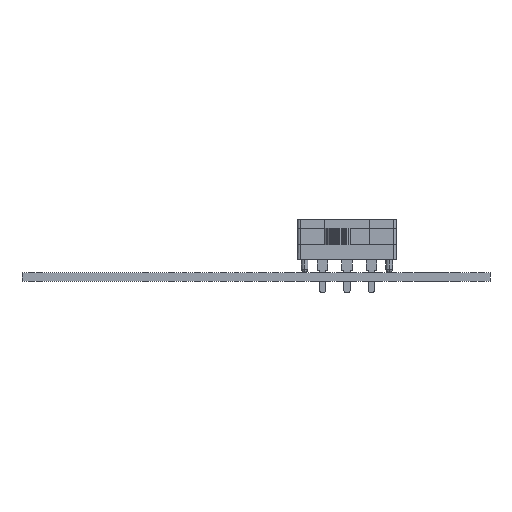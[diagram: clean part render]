
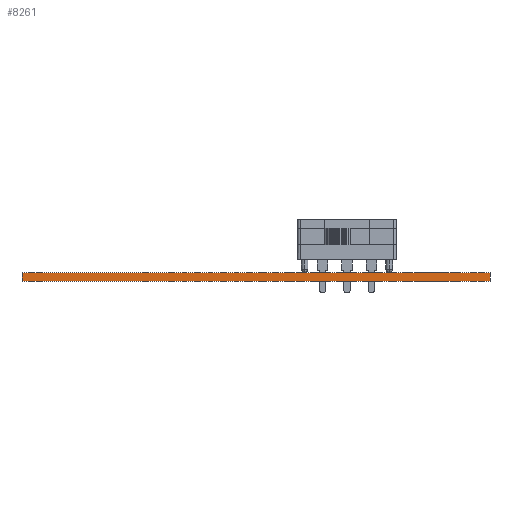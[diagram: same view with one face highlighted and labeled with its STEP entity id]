
A CAD part, front view. The second image highlights one B-rep face of the part: STEP entity #8261.
In plain terms, the highlighted planar face has unit normal (0, -1, 0).
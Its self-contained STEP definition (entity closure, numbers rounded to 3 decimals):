
#8261 = ADVANCED_FACE('',(#8262),#8276,.F.);
#8262 = FACE_BOUND('',#8263,.F.);
#8263 = EDGE_LOOP('',(#8264,#8299,#8327,#8355));
#8264 = ORIENTED_EDGE('',*,*,#8265,.T.);
#8265 = EDGE_CURVE('',#8266,#8268,#8270,.T.);
#8266 = VERTEX_POINT('',#8267);
#8267 = CARTESIAN_POINT('',(-28.956,14.097,0.));
#8268 = VERTEX_POINT('',#8269);
#8269 = CARTESIAN_POINT('',(-28.956,14.097,1.6));
#8270 = SURFACE_CURVE('',#8271,(#8275,#8287),.PCURVE_S1.);
#8271 = LINE('',#8272,#8273);
#8272 = CARTESIAN_POINT('',(-28.956,14.097,0.));
#8273 = VECTOR('',#8274,1.);
#8274 = DIRECTION('',(0.,0.,1.));
#8275 = PCURVE('',#8276,#8281);
#8276 = PLANE('',#8277);
#8277 = AXIS2_PLACEMENT_3D('',#8278,#8279,#8280);
#8278 = CARTESIAN_POINT('',(-28.956,14.097,0.));
#8279 = DIRECTION('',(0.,1.,0.));
#8280 = DIRECTION('',(1.,0.,0.));
#8281 = DEFINITIONAL_REPRESENTATION('',(#8282),#8286);
#8282 = LINE('',#8283,#8284);
#8283 = CARTESIAN_POINT('',(0.,0.));
#8284 = VECTOR('',#8285,1.);
#8285 = DIRECTION('',(0.,-1.));
#8286 = ( GEOMETRIC_REPRESENTATION_CONTEXT(2) 
PARAMETRIC_REPRESENTATION_CONTEXT() REPRESENTATION_CONTEXT('2D SPACE',''
  ) );
#8287 = PCURVE('',#8288,#8293);
#8288 = PLANE('',#8289);
#8289 = AXIS2_PLACEMENT_3D('',#8290,#8291,#8292);
#8290 = CARTESIAN_POINT('',(-28.956,64.897,0.));
#8291 = DIRECTION('',(1.,0.,-0.));
#8292 = DIRECTION('',(0.,-1.,0.));
#8293 = DEFINITIONAL_REPRESENTATION('',(#8294),#8298);
#8294 = LINE('',#8295,#8296);
#8295 = CARTESIAN_POINT('',(50.8,0.));
#8296 = VECTOR('',#8297,1.);
#8297 = DIRECTION('',(0.,-1.));
#8298 = ( GEOMETRIC_REPRESENTATION_CONTEXT(2) 
PARAMETRIC_REPRESENTATION_CONTEXT() REPRESENTATION_CONTEXT('2D SPACE',''
  ) );
#8299 = ORIENTED_EDGE('',*,*,#8300,.T.);
#8300 = EDGE_CURVE('',#8268,#8301,#8303,.T.);
#8301 = VERTEX_POINT('',#8302);
#8302 = CARTESIAN_POINT('',(62.484,14.097,1.6));
#8303 = SURFACE_CURVE('',#8304,(#8308,#8315),.PCURVE_S1.);
#8304 = LINE('',#8305,#8306);
#8305 = CARTESIAN_POINT('',(-28.956,14.097,1.6));
#8306 = VECTOR('',#8307,1.);
#8307 = DIRECTION('',(1.,0.,0.));
#8308 = PCURVE('',#8276,#8309);
#8309 = DEFINITIONAL_REPRESENTATION('',(#8310),#8314);
#8310 = LINE('',#8311,#8312);
#8311 = CARTESIAN_POINT('',(0.,-1.6));
#8312 = VECTOR('',#8313,1.);
#8313 = DIRECTION('',(1.,0.));
#8314 = ( GEOMETRIC_REPRESENTATION_CONTEXT(2) 
PARAMETRIC_REPRESENTATION_CONTEXT() REPRESENTATION_CONTEXT('2D SPACE',''
  ) );
#8315 = PCURVE('',#8316,#8321);
#8316 = PLANE('',#8317);
#8317 = AXIS2_PLACEMENT_3D('',#8318,#8319,#8320);
#8318 = CARTESIAN_POINT('',(19.939,46.482,1.6));
#8319 = DIRECTION('',(0.,0.,1.));
#8320 = DIRECTION('',(1.,0.,-0.));
#8321 = DEFINITIONAL_REPRESENTATION('',(#8322),#8326);
#8322 = LINE('',#8323,#8324);
#8323 = CARTESIAN_POINT('',(-48.895,-32.385));
#8324 = VECTOR('',#8325,1.);
#8325 = DIRECTION('',(1.,0.));
#8326 = ( GEOMETRIC_REPRESENTATION_CONTEXT(2) 
PARAMETRIC_REPRESENTATION_CONTEXT() REPRESENTATION_CONTEXT('2D SPACE',''
  ) );
#8327 = ORIENTED_EDGE('',*,*,#8328,.F.);
#8328 = EDGE_CURVE('',#8329,#8301,#8331,.T.);
#8329 = VERTEX_POINT('',#8330);
#8330 = CARTESIAN_POINT('',(62.484,14.097,0.));
#8331 = SURFACE_CURVE('',#8332,(#8336,#8343),.PCURVE_S1.);
#8332 = LINE('',#8333,#8334);
#8333 = CARTESIAN_POINT('',(62.484,14.097,0.));
#8334 = VECTOR('',#8335,1.);
#8335 = DIRECTION('',(0.,0.,1.));
#8336 = PCURVE('',#8276,#8337);
#8337 = DEFINITIONAL_REPRESENTATION('',(#8338),#8342);
#8338 = LINE('',#8339,#8340);
#8339 = CARTESIAN_POINT('',(91.44,0.));
#8340 = VECTOR('',#8341,1.);
#8341 = DIRECTION('',(0.,-1.));
#8342 = ( GEOMETRIC_REPRESENTATION_CONTEXT(2) 
PARAMETRIC_REPRESENTATION_CONTEXT() REPRESENTATION_CONTEXT('2D SPACE',''
  ) );
#8343 = PCURVE('',#8344,#8349);
#8344 = PLANE('',#8345);
#8345 = AXIS2_PLACEMENT_3D('',#8346,#8347,#8348);
#8346 = CARTESIAN_POINT('',(62.484,14.097,0.));
#8347 = DIRECTION('',(-1.,0.,0.));
#8348 = DIRECTION('',(0.,1.,0.));
#8349 = DEFINITIONAL_REPRESENTATION('',(#8350),#8354);
#8350 = LINE('',#8351,#8352);
#8351 = CARTESIAN_POINT('',(0.,0.));
#8352 = VECTOR('',#8353,1.);
#8353 = DIRECTION('',(0.,-1.));
#8354 = ( GEOMETRIC_REPRESENTATION_CONTEXT(2) 
PARAMETRIC_REPRESENTATION_CONTEXT() REPRESENTATION_CONTEXT('2D SPACE',''
  ) );
#8355 = ORIENTED_EDGE('',*,*,#8356,.F.);
#8356 = EDGE_CURVE('',#8266,#8329,#8357,.T.);
#8357 = SURFACE_CURVE('',#8358,(#8362,#8369),.PCURVE_S1.);
#8358 = LINE('',#8359,#8360);
#8359 = CARTESIAN_POINT('',(-28.956,14.097,0.));
#8360 = VECTOR('',#8361,1.);
#8361 = DIRECTION('',(1.,0.,0.));
#8362 = PCURVE('',#8276,#8363);
#8363 = DEFINITIONAL_REPRESENTATION('',(#8364),#8368);
#8364 = LINE('',#8365,#8366);
#8365 = CARTESIAN_POINT('',(0.,0.));
#8366 = VECTOR('',#8367,1.);
#8367 = DIRECTION('',(1.,0.));
#8368 = ( GEOMETRIC_REPRESENTATION_CONTEXT(2) 
PARAMETRIC_REPRESENTATION_CONTEXT() REPRESENTATION_CONTEXT('2D SPACE',''
  ) );
#8369 = PCURVE('',#8370,#8375);
#8370 = PLANE('',#8371);
#8371 = AXIS2_PLACEMENT_3D('',#8372,#8373,#8374);
#8372 = CARTESIAN_POINT('',(19.939,46.482,0.));
#8373 = DIRECTION('',(0.,0.,1.));
#8374 = DIRECTION('',(1.,0.,-0.));
#8375 = DEFINITIONAL_REPRESENTATION('',(#8376),#8380);
#8376 = LINE('',#8377,#8378);
#8377 = CARTESIAN_POINT('',(-48.895,-32.385));
#8378 = VECTOR('',#8379,1.);
#8379 = DIRECTION('',(1.,0.));
#8380 = ( GEOMETRIC_REPRESENTATION_CONTEXT(2) 
PARAMETRIC_REPRESENTATION_CONTEXT() REPRESENTATION_CONTEXT('2D SPACE',''
  ) );
